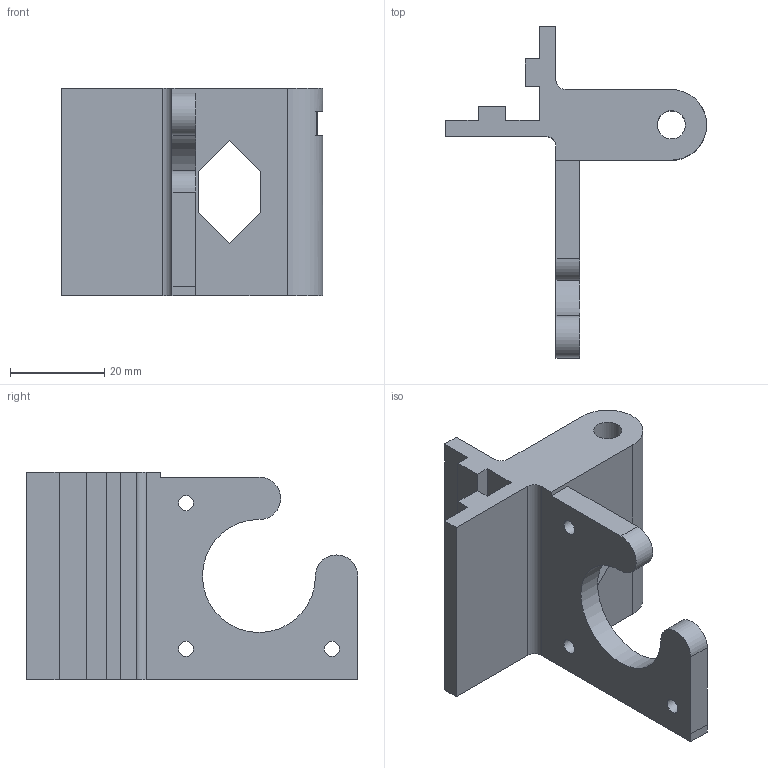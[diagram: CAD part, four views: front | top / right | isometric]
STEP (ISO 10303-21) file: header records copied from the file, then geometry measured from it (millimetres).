
FILE_DESCRIPTION(('FreeCAD Model'),'2;1');
FILE_NAME('x-motor-motor-20x20-M5-x1.step','2019-08-08T17:06:13', ('Author'),(''),'Open CASCADE STEP processor 7.3','FreeCAD','Unknown' );
FILE_SCHEMA(('AUTOMOTIVE_DESIGN { 1 0 10303 214 1 1 1 1 }'));
Length unit declared in the file: millimetre
Products named in the file (1): Fillet029
Bounding box: 55.5 x 70.45 x 44 mm (x, y, z)
Volume: 27696.9 mm3; surface area: 13866.5 mm2
Topology: 1 solids, 1 shells, 54 faces, 143 edges, 96 vertices
Faces by surface type: plane 39, cylinder 15
Full cylindrical faces by diameter (mm): 3.2 x5, 6 x2, 8 x2
Entity records: 4007 total; most frequent: CARTESIAN_POINT 694, DIRECTION 554, LINE 361, VECTOR 361, ORIENTED_EDGE 286, PCURVE 286, DEFINITIONAL_REPRESENTATION 286, EDGE_CURVE 143
